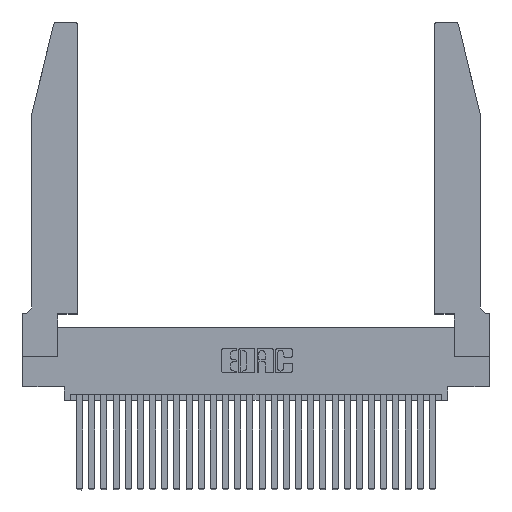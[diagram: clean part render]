
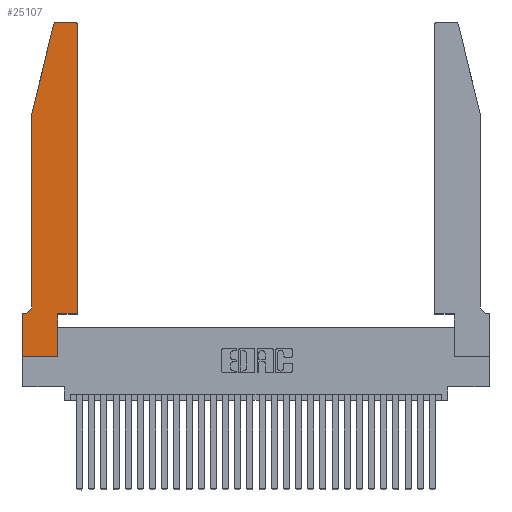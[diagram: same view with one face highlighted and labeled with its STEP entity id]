
A CAD part, top view. The second image highlights one B-rep face of the part: STEP entity #25107.
In plain terms, the highlighted planar face has unit normal (0, 0, 1).
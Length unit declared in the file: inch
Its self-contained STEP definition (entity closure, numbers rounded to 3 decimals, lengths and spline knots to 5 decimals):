
#347 = VERTEX_POINT ( 'NONE', #7158 ) ;
#484 = DIRECTION ( 'NONE',  ( 0., 0., 1. ) ) ;
#722 = CARTESIAN_POINT ( 'NONE',  ( 0.4505, 0.35, 0.37 ) ) ;
#1051 = DIRECTION ( 'NONE',  ( 1., 0., 0. ) ) ;
#1245 = EDGE_CURVE ( 'NONE', #22030, #15610, #18991, .T. ) ;
#1455 = LINE ( 'NONE', #15904, #15591 ) ;
#1677 = CARTESIAN_POINT ( 'NONE',  ( 0.4505, 2.72, 0.37 ) ) ;
#1801 = VECTOR ( 'NONE', #25789, 39.37008 ) ;
#1925 = EDGE_CURVE ( 'NONE', #23750, #6936, #16098, .T. ) ;
#1942 = VECTOR ( 'NONE', #6190, 39.37008 ) ;
#2579 = CARTESIAN_POINT ( 'NONE',  ( 0., 0., 0.37 ) ) ;
#2843 = AXIS2_PLACEMENT_3D ( 'NONE', #4115, #13560, #27240 ) ;
#3608 = CARTESIAN_POINT ( 'NONE',  ( 0., 0., 0.37 ) ) ;
#3651 = EDGE_CURVE ( 'NONE', #3733, #23750, #19947, .T. ) ;
#3733 = VERTEX_POINT ( 'NONE', #5359 ) ;
#4115 = CARTESIAN_POINT ( 'NONE',  ( 0.0055, 0.42, 0.37 ) ) ;
#4330 = VERTEX_POINT ( 'NONE', #20383 ) ;
#5173 = CARTESIAN_POINT ( 'NONE',  ( 0.284, 2.75, 0.37 ) ) ;
#5359 = CARTESIAN_POINT ( 'NONE',  ( 0.0755, 2., 0.37 ) ) ;
#6190 = DIRECTION ( 'NONE',  ( 1., 0., 0. ) ) ;
#6266 = LINE ( 'NONE', #12812, #18570 ) ;
#6936 = VERTEX_POINT ( 'NONE', #29490 ) ;
#6944 = ORIENTED_EDGE ( 'NONE', *, *, #12190, .T. ) ;
#7158 = CARTESIAN_POINT ( 'NONE',  ( 0.4505, 0.35, 0.37 ) ) ;
#7536 = EDGE_CURVE ( 'NONE', #14574, #347, #6266, .T. ) ;
#7712 = AXIS2_PLACEMENT_3D ( 'NONE', #16197, #7812, #17361 ) ;
#7757 = CARTESIAN_POINT ( 'NONE',  ( 0., 0.35, 0.37 ) ) ;
#7812 = DIRECTION ( 'NONE',  ( 0., 0., 1. ) ) ;
#7827 = DIRECTION ( 'NONE',  ( 0., 1., 0. ) ) ;
#7922 = VECTOR ( 'NONE', #22015, 39.37008 ) ;
#8064 = LINE ( 'NONE', #722, #1801 ) ;
#8106 = CARTESIAN_POINT ( 'NONE',  ( 0.4205, 2.75, 0.37 ) ) ;
#8781 = EDGE_CURVE ( 'NONE', #6936, #16697, #17040, .T. ) ;
#9991 = LINE ( 'NONE', #3608, #27677 ) ;
#10037 = ORIENTED_EDGE ( 'NONE', *, *, #1245, .T. ) ;
#11034 = CARTESIAN_POINT ( 'NONE',  ( 0., 0., 0.37 ) ) ;
#11463 = LINE ( 'NONE', #14814, #22733 ) ;
#11599 = CARTESIAN_POINT ( 'NONE',  ( 0.0755, 0.42, 0.37 ) ) ;
#11957 = ORIENTED_EDGE ( 'NONE', *, *, #15662, .T. ) ;
#12190 = EDGE_CURVE ( 'NONE', #16697, #25020, #9991, .T. ) ;
#12427 = CARTESIAN_POINT ( 'NONE',  ( 0., 0.35, 0.37 ) ) ;
#12812 = CARTESIAN_POINT ( 'NONE',  ( 0.4505, 0.35, 0.37 ) ) ;
#12904 = CARTESIAN_POINT ( 'NONE',  ( 0.0755, 2., 0.37 ) ) ;
#13397 = CARTESIAN_POINT ( 'NONE',  ( 0.0755, 0.35, 0.37 ) ) ;
#13405 = VERTEX_POINT ( 'NONE', #16326 ) ;
#13560 = DIRECTION ( 'NONE',  ( 0., 0., -1. ) ) ;
#13830 = VECTOR ( 'NONE', #23492, 39.37008 ) ;
#14002 = ORIENTED_EDGE ( 'NONE', *, *, #16787, .T. ) ;
#14108 = CARTESIAN_POINT ( 'NONE',  ( 0.0755, 2., 0.37 ) ) ;
#14213 = AXIS2_PLACEMENT_3D ( 'NONE', #7757, #24052, #22013 ) ;
#14574 = VERTEX_POINT ( 'NONE', #26480 ) ;
#14814 = CARTESIAN_POINT ( 'NONE',  ( 0.2865, 0.35, 0.37 ) ) ;
#15591 = VECTOR ( 'NONE', #24875, 39.37008 ) ;
#15610 = VERTEX_POINT ( 'NONE', #8106 ) ;
#15662 = EDGE_CURVE ( 'NONE', #15610, #23916, #1455, .T. ) ;
#15904 = CARTESIAN_POINT ( 'NONE',  ( 0.2605, 2.75, 0.37 ) ) ;
#16098 = CIRCLE ( 'NONE', #2843, 0.07 ) ;
#16197 = CARTESIAN_POINT ( 'NONE',  ( 0.4205, 2.72, 0.37 ) ) ;
#16296 = ORIENTED_EDGE ( 'NONE', *, *, #1925, .T. ) ;
#16326 = CARTESIAN_POINT ( 'NONE',  ( 0.2865, 0., 0.37 ) ) ;
#16554 = ORIENTED_EDGE ( 'NONE', *, *, #8781, .T. ) ;
#16697 = VERTEX_POINT ( 'NONE', #12427 ) ;
#16787 = EDGE_CURVE ( 'NONE', #4330, #3733, #22027, .T. ) ;
#16801 = ORIENTED_EDGE ( 'NONE', *, *, #22621, .T. ) ;
#17040 = LINE ( 'NONE', #13397, #28881 ) ;
#17361 = DIRECTION ( 'NONE',  ( 1., 0., 0. ) ) ;
#18570 = VECTOR ( 'NONE', #1051, 39.37008 ) ;
#18857 = ORIENTED_EDGE ( 'NONE', *, *, #7536, .T. ) ;
#18991 = CIRCLE ( 'NONE', #7712, 0.03 ) ;
#19597 = EDGE_LOOP ( 'NONE', ( #11957, #16801, #14002, #21394, #16296, #16554, #6944, #21495, #29138, #18857, #28118, #10037 ) ) ;
#19750 = EDGE_CURVE ( 'NONE', #25020, #13405, #20432, .T. ) ;
#19947 = LINE ( 'NONE', #14108, #13830 ) ;
#20368 = DIRECTION ( 'NONE',  ( -1., 0., 0. ) ) ;
#20383 = CARTESIAN_POINT ( 'NONE',  ( 0.25487, 2.72718, 0.37 ) ) ;
#20432 = LINE ( 'NONE', #11034, #1942 ) ;
#21394 = ORIENTED_EDGE ( 'NONE', *, *, #3651, .T. ) ;
#21495 = ORIENTED_EDGE ( 'NONE', *, *, #19750, .T. ) ;
#21716 = PLANE ( 'NONE',  #14213 ) ;
#22013 = DIRECTION ( 'NONE',  ( 1., 0., 0. ) ) ;
#22015 = DIRECTION ( 'NONE',  ( -0.239, -0.971, 0. ) ) ;
#22027 = LINE ( 'NONE', #12904, #7922 ) ;
#22030 = VERTEX_POINT ( 'NONE', #1677 ) ;
#22460 = DIRECTION ( 'NONE',  ( 0., -1., 0. ) ) ;
#22621 = EDGE_CURVE ( 'NONE', #23916, #4330, #23055, .T. ) ;
#22733 = VECTOR ( 'NONE', #7827, 39.37008 ) ;
#23055 = CIRCLE ( 'NONE', #28974, 0.03 ) ;
#23492 = DIRECTION ( 'NONE',  ( 0., -1., 0. ) ) ;
#23750 = VERTEX_POINT ( 'NONE', #11599 ) ;
#23916 = VERTEX_POINT ( 'NONE', #5173 ) ;
#24052 = DIRECTION ( 'NONE',  ( 0., 0., 1. ) ) ;
#24875 = DIRECTION ( 'NONE',  ( -1., 0., 0. ) ) ;
#25020 = VERTEX_POINT ( 'NONE', #2579 ) ;
#25107 = ADVANCED_FACE ( 'NONE', ( #29298 ), #21716, .T. ) ;
#25789 = DIRECTION ( 'NONE',  ( 0., 1., 0. ) ) ;
#26074 = DIRECTION ( 'NONE',  ( 1., 0., 0. ) ) ;
#26480 = CARTESIAN_POINT ( 'NONE',  ( 0.2865, 0.35, 0.37 ) ) ;
#27240 = DIRECTION ( 'NONE',  ( -1., 0., 0. ) ) ;
#27352 = EDGE_CURVE ( 'NONE', #347, #22030, #8064, .T. ) ;
#27573 = EDGE_CURVE ( 'NONE', #13405, #14574, #11463, .T. ) ;
#27677 = VECTOR ( 'NONE', #22460, 39.37008 ) ;
#28118 = ORIENTED_EDGE ( 'NONE', *, *, #27352, .T. ) ;
#28173 = CARTESIAN_POINT ( 'NONE',  ( 0.284, 2.72, 0.37 ) ) ;
#28881 = VECTOR ( 'NONE', #20368, 39.37008 ) ;
#28974 = AXIS2_PLACEMENT_3D ( 'NONE', #28173, #484, #26074 ) ;
#29138 = ORIENTED_EDGE ( 'NONE', *, *, #27573, .T. ) ;
#29298 = FACE_OUTER_BOUND ( 'NONE', #19597, .T. ) ;
#29490 = CARTESIAN_POINT ( 'NONE',  ( 0.0055, 0.35, 0.37 ) ) ;
